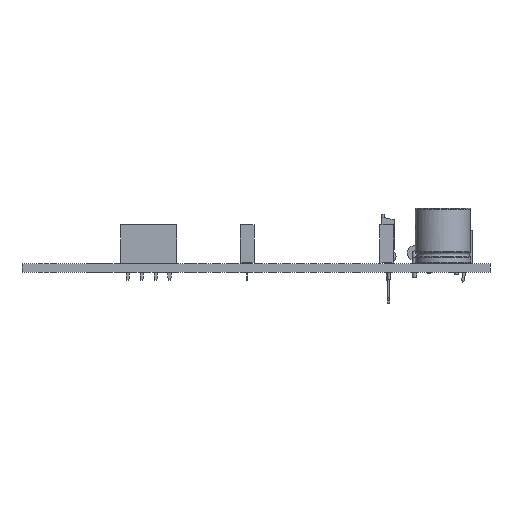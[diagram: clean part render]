
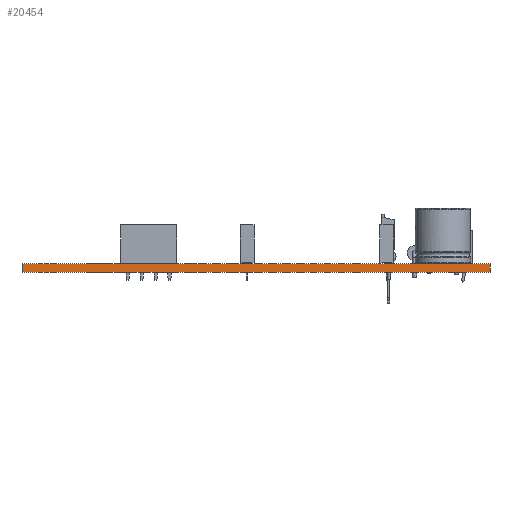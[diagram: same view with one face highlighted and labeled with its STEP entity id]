
A CAD part, front view. The second image highlights one B-rep face of the part: STEP entity #20454.
In plain terms, the highlighted planar face has unit normal (0, -1, 0).
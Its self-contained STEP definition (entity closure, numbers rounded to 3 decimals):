
#20454 = ADVANCED_FACE('',(#20455),#20489,.T.);
#20455 = FACE_BOUND('',#20456,.T.);
#20456 = EDGE_LOOP('',(#20457,#20467,#20475,#20483));
#20457 = ORIENTED_EDGE('',*,*,#20458,.T.);
#20458 = EDGE_CURVE('',#20459,#20461,#20463,.T.);
#20459 = VERTEX_POINT('',#20460);
#20460 = CARTESIAN_POINT('',(169.43,-130.431,0.));
#20461 = VERTEX_POINT('',#20462);
#20462 = CARTESIAN_POINT('',(169.43,-130.431,1.6));
#20463 = LINE('',#20464,#20465);
#20464 = CARTESIAN_POINT('',(169.43,-130.431,0.));
#20465 = VECTOR('',#20466,1.);
#20466 = DIRECTION('',(0.,0.,1.));
#20467 = ORIENTED_EDGE('',*,*,#20468,.T.);
#20468 = EDGE_CURVE('',#20461,#20469,#20471,.T.);
#20469 = VERTEX_POINT('',#20470);
#20470 = CARTESIAN_POINT('',(84.34,-130.431,1.6));
#20471 = LINE('',#20472,#20473);
#20472 = CARTESIAN_POINT('',(169.43,-130.431,1.6));
#20473 = VECTOR('',#20474,1.);
#20474 = DIRECTION('',(-1.,0.,0.));
#20475 = ORIENTED_EDGE('',*,*,#20476,.F.);
#20476 = EDGE_CURVE('',#20477,#20469,#20479,.T.);
#20477 = VERTEX_POINT('',#20478);
#20478 = CARTESIAN_POINT('',(84.34,-130.431,0.));
#20479 = LINE('',#20480,#20481);
#20480 = CARTESIAN_POINT('',(84.34,-130.431,0.));
#20481 = VECTOR('',#20482,1.);
#20482 = DIRECTION('',(0.,0.,1.));
#20483 = ORIENTED_EDGE('',*,*,#20484,.F.);
#20484 = EDGE_CURVE('',#20459,#20477,#20485,.T.);
#20485 = LINE('',#20486,#20487);
#20486 = CARTESIAN_POINT('',(169.43,-130.431,0.));
#20487 = VECTOR('',#20488,1.);
#20488 = DIRECTION('',(-1.,0.,0.));
#20489 = PLANE('',#20490);
#20490 = AXIS2_PLACEMENT_3D('',#20491,#20492,#20493);
#20491 = CARTESIAN_POINT('',(169.43,-130.431,0.));
#20492 = DIRECTION('',(0.,-1.,0.));
#20493 = DIRECTION('',(-1.,0.,0.));
